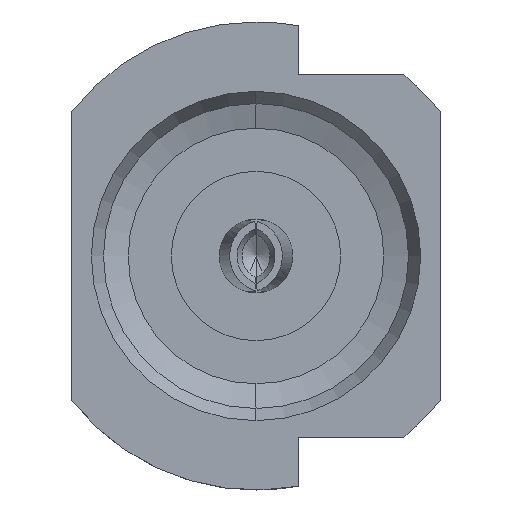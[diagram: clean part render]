
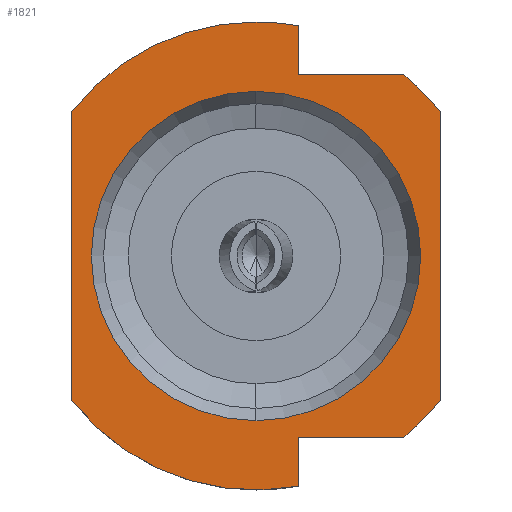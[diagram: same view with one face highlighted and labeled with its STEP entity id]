
A CAD part, left-side view. The second image highlights one B-rep face of the part: STEP entity #1821.
In plain terms, the highlighted planar face has unit normal (-1, 0, 0).
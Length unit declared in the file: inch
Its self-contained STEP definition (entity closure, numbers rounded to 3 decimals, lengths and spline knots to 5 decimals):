
#48 = ORIENTED_EDGE ( 'NONE', *, *, #992, .F. ) ;
#95 = VERTEX_POINT ( 'NONE', #2469 ) ;
#102 = DIRECTION ( 'NONE',  ( 1., 0., 0. ) ) ;
#210 = ORIENTED_EDGE ( 'NONE', *, *, #470, .T. ) ;
#255 = CARTESIAN_POINT ( 'NONE',  ( 0., -0.06929, -0.09607 ) ) ;
#281 = AXIS2_PLACEMENT_3D ( 'NONE', #2556, #102, #1951 ) ;
#349 = CARTESIAN_POINT ( 'NONE',  ( 0., -0.01575, -0.08617 ) ) ;
#395 = LINE ( 'NONE', #1511, #3340 ) ;
#400 = ORIENTED_EDGE ( 'NONE', *, *, #1578, .F. ) ;
#401 = DIRECTION ( 'NONE',  ( 0., 0., 1. ) ) ;
#442 = AXIS2_PLACEMENT_3D ( 'NONE', #2332, #1458, #1530 ) ;
#470 = EDGE_CURVE ( 'NONE', #2509, #1451, #1203, .T. ) ;
#493 = VERTEX_POINT ( 'NONE', #349 ) ;
#616 = EDGE_CURVE ( 'NONE', #1506, #1451, #728, .T. ) ;
#633 = AXIS2_PLACEMENT_3D ( 'NONE', #3323, #751, #1869 ) ;
#655 = DIRECTION ( 'NONE',  ( 1., 0., 0. ) ) ;
#674 = VECTOR ( 'NONE', #1008, 39.37008 ) ;
#678 = CARTESIAN_POINT ( 'NONE',  ( 0., -0.01575, 0. ) ) ;
#704 = EDGE_CURVE ( 'NONE', #493, #3655, #2356, .T. ) ;
#719 = CIRCLE ( 'NONE', #2572, 0.0876 ) ;
#721 = AXIS2_PLACEMENT_3D ( 'NONE', #2632, #3220, #2613 ) ;
#728 = CIRCLE ( 'NONE', #2152, 0.0876 ) ;
#751 = DIRECTION ( 'NONE',  ( 1., 0., 0. ) ) ;
#786 = CIRCLE ( 'NONE', #442, 0.0876 ) ;
#790 = DIRECTION ( 'NONE',  ( 0., -1., 0. ) ) ;
#820 = DIRECTION ( 'NONE',  ( 0., 0., 1. ) ) ;
#836 = CIRCLE ( 'NONE', #721, 0.0876 ) ;
#858 = DIRECTION ( 'NONE',  ( 1., 0., 0. ) ) ;
#956 = ORIENTED_EDGE ( 'NONE', *, *, #1497, .F. ) ;
#966 = CARTESIAN_POINT ( 'NONE',  ( 0., 0., -0.06163 ) ) ;
#977 = DIRECTION ( 'NONE',  ( 0., 0., 1. ) ) ;
#992 = EDGE_CURVE ( 'NONE', #2997, #1486, #395, .T. ) ;
#1005 = CARTESIAN_POINT ( 'NONE',  ( 0., 0., 0. ) ) ;
#1008 = DIRECTION ( 'NONE',  ( 0., 0., 1. ) ) ;
#1038 = CIRCLE ( 'NONE', #1868, 0.0876 ) ;
#1040 = CARTESIAN_POINT ( 'NONE',  ( 0., 0.0689, 0.0541 ) ) ;
#1168 = ORIENTED_EDGE ( 'NONE', *, *, #1654, .F. ) ;
#1179 = VECTOR ( 'NONE', #3589, 39.37008 ) ;
#1201 = ORIENTED_EDGE ( 'NONE', *, *, #3584, .F. ) ;
#1203 = LINE ( 'NONE', #2382, #2810 ) ;
#1257 = ORIENTED_EDGE ( 'NONE', *, *, #2068, .F. ) ;
#1321 = CARTESIAN_POINT ( 'NONE',  ( 0., -0.0689, 0.0541 ) ) ;
#1372 = DIRECTION ( 'NONE',  ( -1., 0., 0. ) ) ;
#1397 = CARTESIAN_POINT ( 'NONE',  ( 0., -0.01575, 0.06791 ) ) ;
#1451 = VERTEX_POINT ( 'NONE', #1321 ) ;
#1458 = DIRECTION ( 'NONE',  ( 1., 0., 0. ) ) ;
#1482 = VERTEX_POINT ( 'NONE', #3628 ) ;
#1486 = VERTEX_POINT ( 'NONE', #1040 ) ;
#1492 = VECTOR ( 'NONE', #401, 39.37008 ) ;
#1497 = EDGE_CURVE ( 'NONE', #1765, #3655, #3009, .T. ) ;
#1506 = VERTEX_POINT ( 'NONE', #1858 ) ;
#1511 = CARTESIAN_POINT ( 'NONE',  ( 0., 0.0689, 0. ) ) ;
#1530 = DIRECTION ( 'NONE',  ( 0., 0., 1. ) ) ;
#1565 = CARTESIAN_POINT ( 'NONE',  ( 0., -0.03554, -0.06791 ) ) ;
#1578 = EDGE_CURVE ( 'NONE', #2200, #1506, #2028, .T. ) ;
#1652 = PLANE ( 'NONE',  #2741 ) ;
#1654 = EDGE_CURVE ( 'NONE', #1486, #1482, #719, .T. ) ;
#1748 = CARTESIAN_POINT ( 'NONE',  ( 0., 0.0689, -0.0541 ) ) ;
#1755 = CARTESIAN_POINT ( 'NONE',  ( 0., -0.01575, 0.08617 ) ) ;
#1765 = VERTEX_POINT ( 'NONE', #3607 ) ;
#1789 = DIRECTION ( 'NONE',  ( 0., 0., 1. ) ) ;
#1800 = ORIENTED_EDGE ( 'NONE', *, *, #2551, .T. ) ;
#1821 = ADVANCED_FACE ( 'NONE', ( #2565, #1969 ), #1652, .T. ) ;
#1840 = ORIENTED_EDGE ( 'NONE', *, *, #2402, .F. ) ;
#1854 = EDGE_LOOP ( 'NONE', ( #3573, #3304 ) ) ;
#1858 = CARTESIAN_POINT ( 'NONE',  ( 0., -0.05533, 0.06791 ) ) ;
#1868 = AXIS2_PLACEMENT_3D ( 'NONE', #3359, #858, #790 ) ;
#1869 = DIRECTION ( 'NONE',  ( 0., 0., 1. ) ) ;
#1887 = VECTOR ( 'NONE', #2351, 39.37008 ) ;
#1918 = CIRCLE ( 'NONE', #633, 0.06163 ) ;
#1951 = DIRECTION ( 'NONE',  ( 0., 0., 1. ) ) ;
#1969 = FACE_OUTER_BOUND ( 'NONE', #2215, .T. ) ;
#2028 = LINE ( 'NONE', #3527, #1887 ) ;
#2068 = EDGE_CURVE ( 'NONE', #1482, #2621, #836, .T. ) ;
#2123 = VERTEX_POINT ( 'NONE', #966 ) ;
#2152 = AXIS2_PLACEMENT_3D ( 'NONE', #2636, #655, #2650 ) ;
#2179 = LINE ( 'NONE', #2728, #674 ) ;
#2200 = VERTEX_POINT ( 'NONE', #1397 ) ;
#2215 = EDGE_LOOP ( 'NONE', ( #3453, #956, #1201, #210, #2654, #400, #1800, #1257, #1168, #48, #1840 ) ) ;
#2332 = CARTESIAN_POINT ( 'NONE',  ( 0., 0., 0. ) ) ;
#2351 = DIRECTION ( 'NONE',  ( 0., -1., 0. ) ) ;
#2356 = LINE ( 'NONE', #678, #1492 ) ;
#2382 = CARTESIAN_POINT ( 'NONE',  ( 0., -0.0689, 0. ) ) ;
#2402 = EDGE_CURVE ( 'NONE', #493, #2997, #786, .T. ) ;
#2469 = CARTESIAN_POINT ( 'NONE',  ( 0., 0., 0.06163 ) ) ;
#2509 = VERTEX_POINT ( 'NONE', #2779 ) ;
#2551 = EDGE_CURVE ( 'NONE', #2200, #2621, #2179, .T. ) ;
#2556 = CARTESIAN_POINT ( 'NONE',  ( 0., 0., 0. ) ) ;
#2565 = FACE_BOUND ( 'NONE', #1854, .T. ) ;
#2572 = AXIS2_PLACEMENT_3D ( 'NONE', #1005, #3642, #3007 ) ;
#2613 = DIRECTION ( 'NONE',  ( 0., 0., 1. ) ) ;
#2621 = VERTEX_POINT ( 'NONE', #1755 ) ;
#2632 = CARTESIAN_POINT ( 'NONE',  ( 0., 0., 0. ) ) ;
#2636 = CARTESIAN_POINT ( 'NONE',  ( 0., 0., 0. ) ) ;
#2650 = DIRECTION ( 'NONE',  ( 0., -1., 0. ) ) ;
#2654 = ORIENTED_EDGE ( 'NONE', *, *, #616, .F. ) ;
#2728 = CARTESIAN_POINT ( 'NONE',  ( 0., -0.01575, 0. ) ) ;
#2741 = AXIS2_PLACEMENT_3D ( 'NONE', #255, #1372, #820 ) ;
#2779 = CARTESIAN_POINT ( 'NONE',  ( 0., -0.0689, -0.0541 ) ) ;
#2802 = CARTESIAN_POINT ( 'NONE',  ( 0., -0.01575, -0.06791 ) ) ;
#2810 = VECTOR ( 'NONE', #1789, 39.37008 ) ;
#2914 = EDGE_CURVE ( 'NONE', #2123, #95, #1918, .T. ) ;
#2997 = VERTEX_POINT ( 'NONE', #1748 ) ;
#3007 = DIRECTION ( 'NONE',  ( 0., 0., 1. ) ) ;
#3009 = LINE ( 'NONE', #1565, #1179 ) ;
#3220 = DIRECTION ( 'NONE',  ( 1., 0., 0. ) ) ;
#3264 = EDGE_CURVE ( 'NONE', #95, #2123, #3269, .T. ) ;
#3269 = CIRCLE ( 'NONE', #281, 0.06163 ) ;
#3304 = ORIENTED_EDGE ( 'NONE', *, *, #2914, .T. ) ;
#3323 = CARTESIAN_POINT ( 'NONE',  ( 0., 0., 0. ) ) ;
#3340 = VECTOR ( 'NONE', #977, 39.37008 ) ;
#3359 = CARTESIAN_POINT ( 'NONE',  ( 0., 0., 0. ) ) ;
#3453 = ORIENTED_EDGE ( 'NONE', *, *, #704, .T. ) ;
#3527 = CARTESIAN_POINT ( 'NONE',  ( 0., -0.03554, 0.06791 ) ) ;
#3573 = ORIENTED_EDGE ( 'NONE', *, *, #3264, .T. ) ;
#3584 = EDGE_CURVE ( 'NONE', #2509, #1765, #1038, .T. ) ;
#3589 = DIRECTION ( 'NONE',  ( 0., 1., 0. ) ) ;
#3607 = CARTESIAN_POINT ( 'NONE',  ( 0., -0.05533, -0.06791 ) ) ;
#3628 = CARTESIAN_POINT ( 'NONE',  ( 0., 0., 0.0876 ) ) ;
#3642 = DIRECTION ( 'NONE',  ( 1., 0., 0. ) ) ;
#3655 = VERTEX_POINT ( 'NONE', #2802 ) ;
